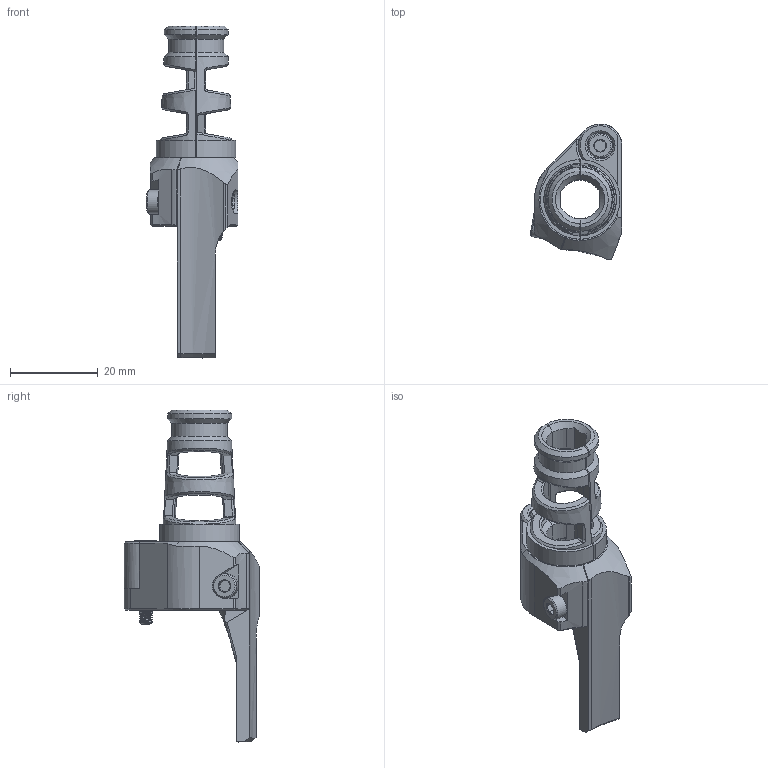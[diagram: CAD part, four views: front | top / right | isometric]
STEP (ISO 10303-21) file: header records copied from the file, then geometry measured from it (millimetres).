
FILE_DESCRIPTION(/* description */ (''),/* implementation_level */ '2;1');
FILE_NAME(/* name */ 'trident_A_mount.step',/* time_stamp */ '2023-11-14T11:29:05+01:00',/* author */ (''),/* organization */ (''),/* preprocessor_version */ 'ST-DEVELOPER v20',/* originating_system */ 'Autodesk Translation Framework v12.14.0.127',/* authorisation */ '');
FILE_SCHEMA (('AUTOMOTIVE_DESIGN { 1 0 10303 214 3 1 1 }'));
Length unit declared in the file: millimetre
Products named in the file (9): a drive; cable_gland_v4 v6; cable_gland_S; cable_gland_v4 v6 (1); cable_gland_S (1); M3 Threaded Insert (14); 91292A115_18-8 Stainless Steel Socket Head Screw; PUG_wire_cover_p2; PUG_wire_cover_p1
Assembly tree (9 placements, depth 3):
  a drive
    cable_gland_v4 v6
      cable_gland_S
    cable_gland_v4 v6 (1)
      cable_gland_S (1)
    M3 Threaded Insert (14)
    91292A115_18-8 Stainless Steel Socket Head Screw  x2
    PUG_wire_cover_p2
    PUG_wire_cover_p1
Bounding box: 20.89 x 30.95 x 75.62 mm (x, y, z)
Volume: 9163.8 mm3; surface area: 8604.5 mm2
Topology: 7 solids, 7 shells, 752 faces, 2118 edges, 1384 vertices
Faces by surface type: cylinder 241, bspline 232, plane 177, cone 102
Full cylindrical faces by diameter (mm): 2.35 x62, 2.9 x1, 3 x62, 3.3 x2, 3.5 x2, 4.2 x1, 4.25 x1, 4.6 x2, 5.5 x2, 6 x1
Entity records: 32481 total; most frequent: CARTESIAN_POINT 17292, ORIENTED_EDGE 3744, DIRECTION 2248, EDGE_CURVE 1872, VERTEX_POINT 1225, AXIS2_PLACEMENT_3D 842, B_SPLINE_CURVE_WITH_KNOTS 820, EDGE_LOOP 679
